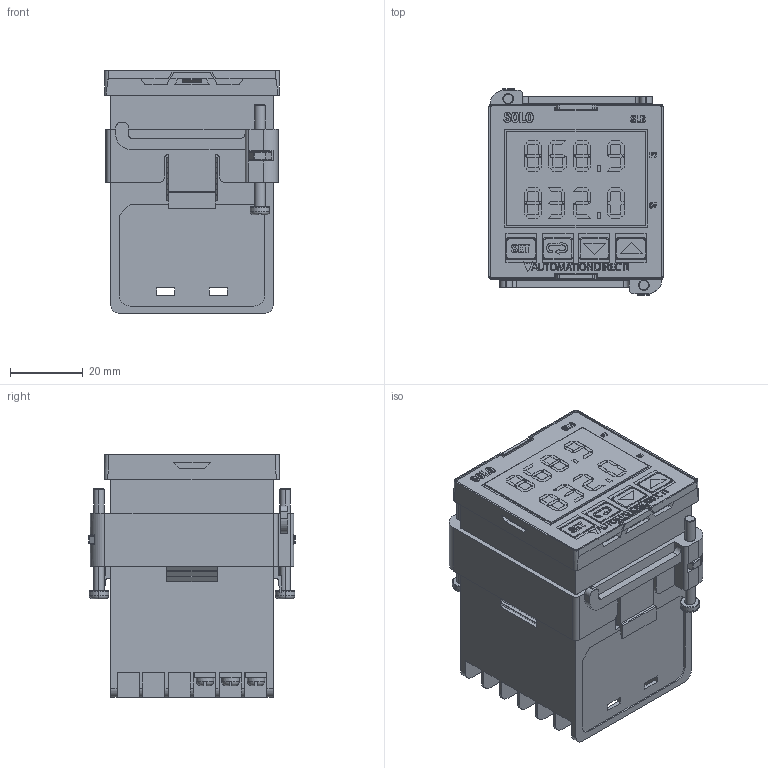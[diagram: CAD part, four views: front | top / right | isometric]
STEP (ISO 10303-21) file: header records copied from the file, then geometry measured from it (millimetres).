
FILE_DESCRIPTION (( 'STEP AP214' ), '1' );
FILE_NAME ('SLB4848-V0.STEP', '2019-02-18T21:45:24', ( '' ), ( '' ), 'SwSTEP 2.0', 'SolidWorks 2017', '' );
FILE_SCHEMA (( 'AUTOMOTIVE_DESIGN' ));
Length unit declared in the file: inch
Products named in the file (1): SLB4848-V0
Bounding box: 48 x 56.74 x 66.75 mm (x, y, z)
Volume: 125854.4 mm3; surface area: 30029.9 mm2
Topology: 5 solids, 9 shells, 3364 faces, 9455 edges, 6252 vertices
Faces by surface type: plane 3117, cylinder 141, bspline 42, torus 30, cone 18, sphere 16
Entity records: 151121 total; most frequent: CARTESIAN_POINT 20710, ORIENTED_EDGE 18878, DIRECTION 16259, EDGE_CURVE 9439, LINE 8801, VECTOR 8801, VERTEX_POINT 6252, AXIS2_PLACEMENT_3D 3729
